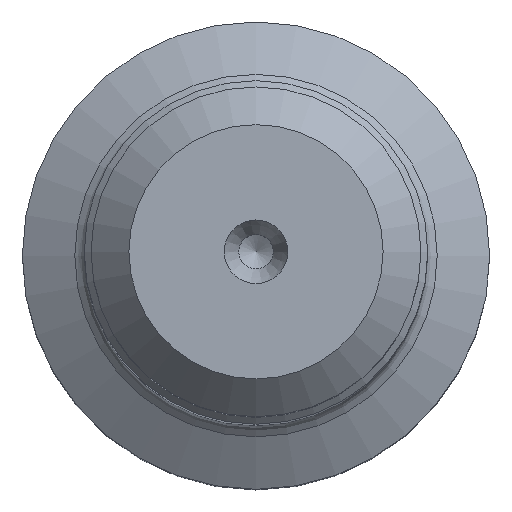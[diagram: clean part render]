
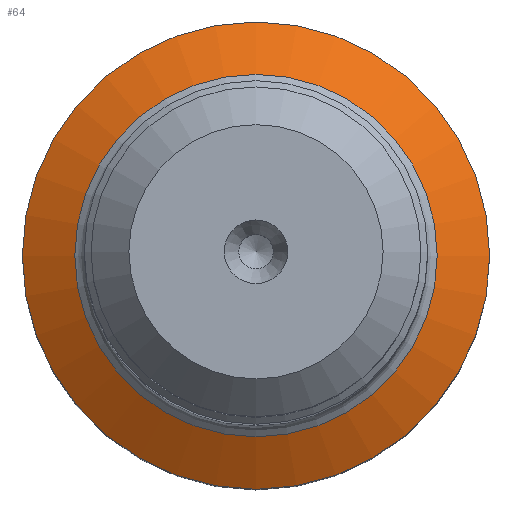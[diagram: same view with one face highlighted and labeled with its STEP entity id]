
A CAD part, top view. The second image highlights one B-rep face of the part: STEP entity #64.
In plain terms, the highlighted conical face has half-angle 60 degrees and reference radius 9.85 mm.
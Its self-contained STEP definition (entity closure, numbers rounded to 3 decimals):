
#50=CONICAL_SURFACE('',#325,9.85,60.);
#64=ADVANCED_FACE('',(#96,#97),#50,.T.);
#96=FACE_BOUND('',#136,.T.);
#97=FACE_BOUND('',#137,.T.);
#136=EDGE_LOOP('',(#176));
#137=EDGE_LOOP('',(#177));
#176=ORIENTED_EDGE('',*,*,#237,.T.);
#177=ORIENTED_EDGE('',*,*,#232,.F.);
#210=VERTEX_POINT('',#486);
#215=VERTEX_POINT('',#499);
#232=EDGE_CURVE('',#210,#210,#252,.T.);
#237=EDGE_CURVE('',#215,#215,#257,.T.);
#252=CIRCLE('',#316,13.603);
#257=CIRCLE('',#324,10.55);
#316=AXIS2_PLACEMENT_3D('',#485,#366,#367);
#324=AXIS2_PLACEMENT_3D('',#498,#382,#383);
#325=AXIS2_PLACEMENT_3D('',#500,#384,#385);
#366=DIRECTION('',(0.,0.,-1.));
#367=DIRECTION('',(-1.,0.,0.));
#382=DIRECTION('',(0.,0.,-1.));
#383=DIRECTION('',(-1.,0.,0.));
#384=DIRECTION('',(0.,0.,-1.));
#385=DIRECTION('',(-1.,0.,0.));
#485=CARTESIAN_POINT('',(0.,0.,-129.885));
#486=CARTESIAN_POINT('',(-13.603,0.,-129.885));
#498=CARTESIAN_POINT('',(0.,0.,-128.122));
#499=CARTESIAN_POINT('',(-10.55,0.,-128.122));
#500=CARTESIAN_POINT('',(0.,0.,-127.718));
